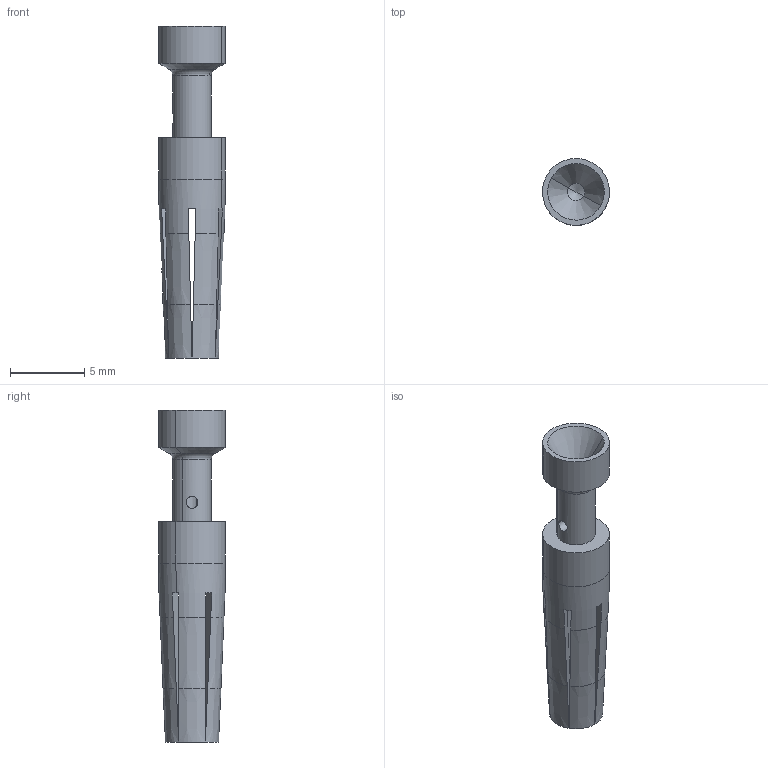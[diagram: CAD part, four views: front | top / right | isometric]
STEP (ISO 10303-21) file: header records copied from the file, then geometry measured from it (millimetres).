
FILE_DESCRIPTION(('CATIA V5 STEP Exchange','CAx-IF Rec.Pracs.--- Model Styling and Organization---1.4--- 2014-01-23'),'2;1');
FILE_NAME ('1309270-1_0', '2020-12-09T15:14:16+00:00', ('none'), ('Weidmueller'), 'CATIA Version 5-6 Release 2016 SP3 HF44', 'CATIA V5 STEP AP214', 'none');
FILE_SCHEMA(('AUTOMOTIVE_DESIGN { 1 0 10303 214 1 1 1 1 }'));
Length unit declared in the file: millimetre
Products named in the file (1): 2784160000
Bounding box: 4.5 x 4.5 x 22.3 mm (x, y, z)
Volume: 186.7 mm3; surface area: 486 mm2
Topology: 1 solids, 1 shells, 78 faces, 219 edges, 140 vertices
Faces by surface type: cone 38, plane 20, cylinder 16, torus 2, revolution 2
Entity records: 2415 total; most frequent: CARTESIAN_POINT 780, ORIENTED_EDGE 430, EDGE_CURVE 215, DIRECTION 181, VERTEX_POINT 140, AXIS2_PLACEMENT_3D 109, B_SPLINE_CURVE_WITH_KNOTS 106, EDGE_LOOP 81
